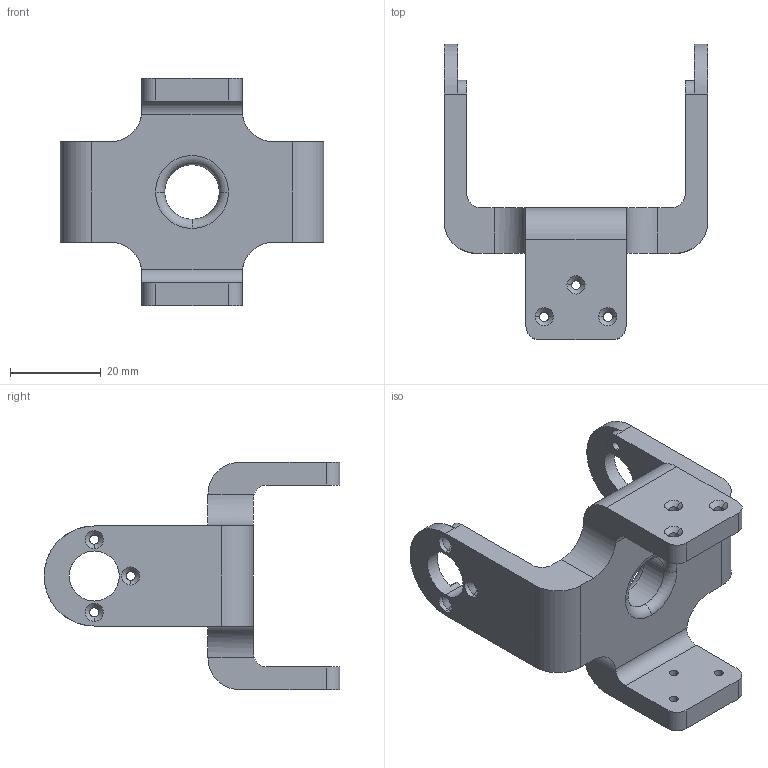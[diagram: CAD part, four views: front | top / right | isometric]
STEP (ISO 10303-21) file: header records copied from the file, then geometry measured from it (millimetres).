
FILE_DESCRIPTION (( 'STEP AP203' ), '1' );
FILE_NAME ('坋趼.ST', '2026-02-14T02:52:21', ( 'Windows 蚚' ), ( '' ), 'SwSTEP 2.0', 'SolidWorks 2021', '' );
FILE_SCHEMA (( 'CONFIG_CONTROL_DESIGN' ));
Length unit declared in the file: millimetre
Products named in the file (1): ﾊｮﾗﾖ｡ﾁ__ｨ｢_
Bounding box: 58 x 65 x 50 mm (x, y, z)
Volume: 27220.3 mm3; surface area: 11291.8 mm2
Topology: 1 solids, 1 shells, 117 faces, 303 edges, 186 vertices
Faces by surface type: cylinder 66, cone 24, plane 22, torus 5
Entity records: 3733 total; most frequent: DIRECTION 694, CARTESIAN_POINT 619, ORIENTED_EDGE 606, EDGE_CURVE 303, AXIS2_PLACEMENT_3D 277, VERTEX_POINT 186, CIRCLE 159, EDGE_LOOP 145
